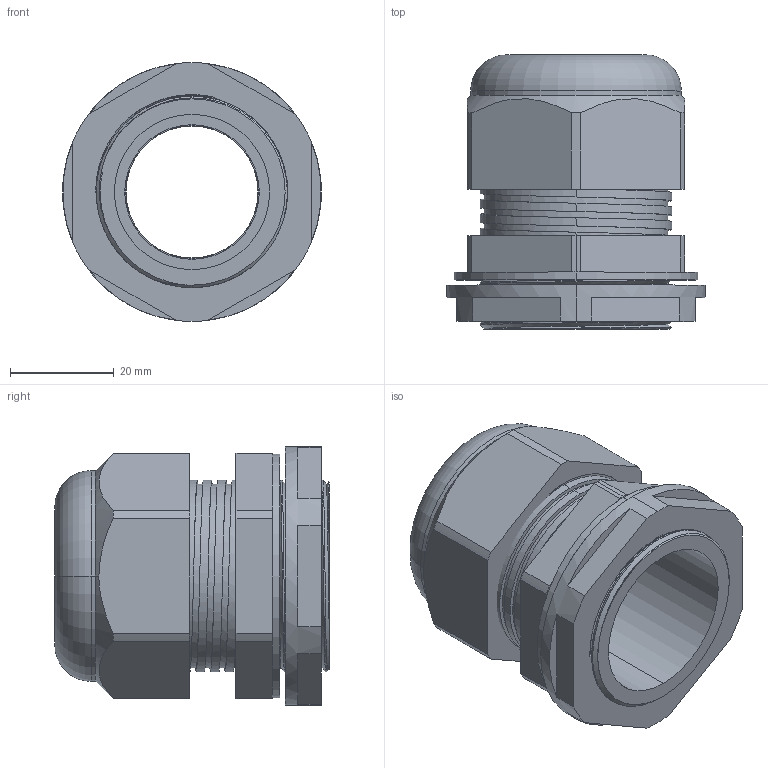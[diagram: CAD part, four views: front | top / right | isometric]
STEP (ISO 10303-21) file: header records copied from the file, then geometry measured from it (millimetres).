
FILE_DESCRIPTION (( 'STEP AP203' ), '1' );
FILE_NAME ('BMX-27-W.step', '2016-02-11T13:28:20', ( '' ), ( '' ), 'SwSTEP 2.0', 'SolidWorks 2015', '' );
FILE_SCHEMA (( 'CONFIG_CONTROL_DESIGN' ));
Length unit declared in the file: millimetre
Products named in the file (1): BMX-27-W
Bounding box: 50 x 53 x 50 mm (x, y, z)
Volume: 39417.7 mm3; surface area: 31035.2 mm2
Topology: 5 solids, 5 shells, 219 faces, 608 edges, 403 vertices
Faces by surface type: plane 113, cylinder 85, bspline 10, cone 7, torus 4
Entity records: 11338 total; most frequent: CARTESIAN_POINT 5873, ORIENTED_EDGE 1216, DIRECTION 1073, EDGE_CURVE 608, VERTEX_POINT 403, AXIS2_PLACEMENT_3D 391, VECTOR 291, LINE 291
